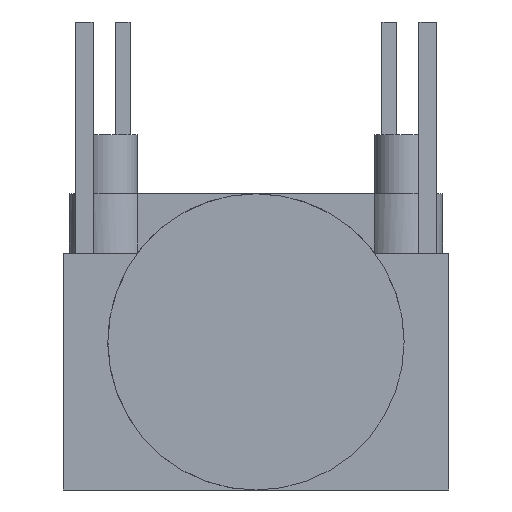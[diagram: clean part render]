
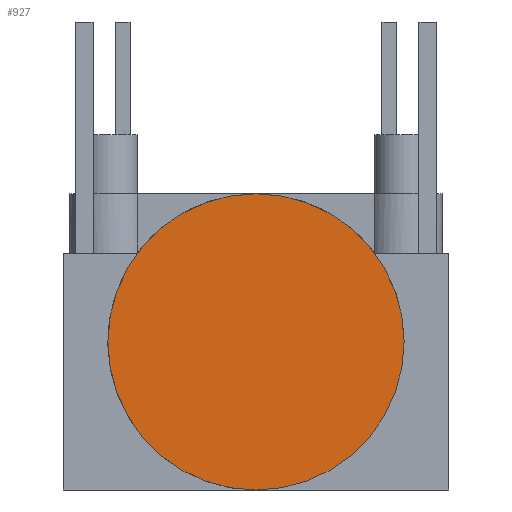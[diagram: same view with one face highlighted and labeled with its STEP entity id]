
A CAD part, left-side view. The second image highlights one B-rep face of the part: STEP entity #927.
In plain terms, the highlighted planar face has unit normal (-1, 0, 0).
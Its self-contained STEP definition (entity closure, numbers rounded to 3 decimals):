
#323 = VERTEX_POINT('',#324);
#324 = CARTESIAN_POINT('',(-2.5,0.75,2.5));
#358 = EDGE_CURVE('',#323,#323,#359,.T.);
#359 = CIRCLE('',#360,2.5);
#360 = AXIS2_PLACEMENT_3D('',#361,#362,#363);
#361 = CARTESIAN_POINT('',(-2.5,3.25,2.5));
#362 = DIRECTION('',(-1.,0.,0.));
#363 = DIRECTION('',(0.,-1.,0.));
#927 = ADVANCED_FACE('',(#928),#931,.F.);
#928 = FACE_BOUND('',#929,.T.);
#929 = EDGE_LOOP('',(#930));
#930 = ORIENTED_EDGE('',*,*,#358,.T.);
#931 = PLANE('',#932);
#932 = AXIS2_PLACEMENT_3D('',#933,#934,#935);
#933 = CARTESIAN_POINT('',(-2.5,3.25,2.5));
#934 = DIRECTION('',(1.,0.,0.));
#935 = DIRECTION('',(0.,0.,1.));
